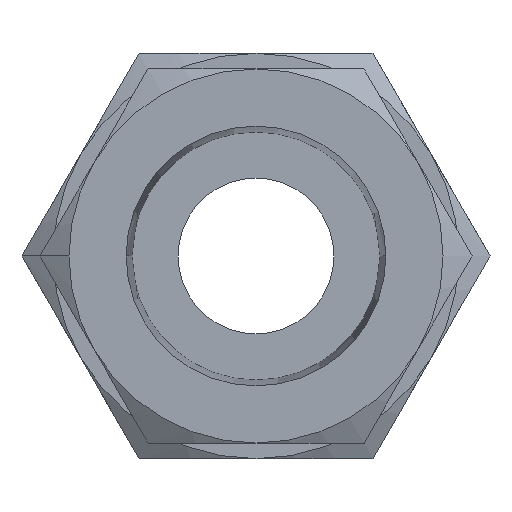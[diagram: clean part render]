
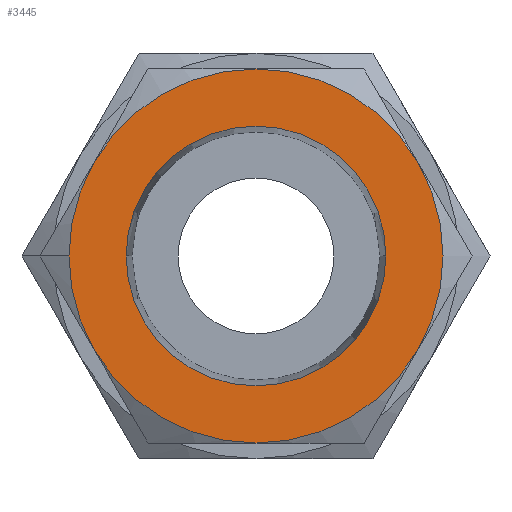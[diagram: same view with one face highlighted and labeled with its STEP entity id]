
A CAD part, front view. The second image highlights one B-rep face of the part: STEP entity #3445.
In plain terms, the highlighted planar face has unit normal (0, -1, 0).
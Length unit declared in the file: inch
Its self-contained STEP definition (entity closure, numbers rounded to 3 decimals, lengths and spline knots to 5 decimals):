
#8 = DIRECTION ( 'NONE',  ( 0., -1., 0. ) ) ;
#9 = CARTESIAN_POINT ( 'NONE',  ( 0., -0.55118, 0. ) ) ;
#51 = DIRECTION ( 'NONE',  ( 0., -1., 0. ) ) ;
#65 = DIRECTION ( 'NONE',  ( 0., -1., 0. ) ) ;
#102 = CIRCLE ( 'NONE', #1839, 0.47244 ) ;
#105 = AXIS2_PLACEMENT_3D ( 'NONE', #1802, #8, #2095 ) ;
#108 = CARTESIAN_POINT ( 'NONE',  ( 0., -0.55118, 0. ) ) ;
#111 = DIRECTION ( 'NONE',  ( -1., 0., 0. ) ) ;
#167 = CARTESIAN_POINT ( 'NONE',  ( 0., -0.55118, 0. ) ) ;
#202 = CIRCLE ( 'NONE', #1399, 0.32799 ) ;
#217 = ORIENTED_EDGE ( 'NONE', *, *, #1382, .T. ) ;
#233 = DIRECTION ( 'NONE',  ( 0., -1., 0. ) ) ;
#242 = CARTESIAN_POINT ( 'NONE',  ( 0., -0.55118, -0.47244 ) ) ;
#287 = PLANE ( 'NONE',  #105 ) ;
#304 = EDGE_CURVE ( 'NONE', #1284, #2253, #839, .T. ) ;
#334 = CARTESIAN_POINT ( 'NONE',  ( 0., -0.55118, 0. ) ) ;
#346 = EDGE_LOOP ( 'NONE', ( #1786, #3053, #618, #2216, #470, #1491, #436 ) ) ;
#351 = CARTESIAN_POINT ( 'NONE',  ( 0., -0.55118, 0. ) ) ;
#389 = FACE_BOUND ( 'NONE', #616, .T. ) ;
#391 = DIRECTION ( 'NONE',  ( 1., 0., 0. ) ) ;
#436 = ORIENTED_EDGE ( 'NONE', *, *, #638, .T. ) ;
#470 = ORIENTED_EDGE ( 'NONE', *, *, #823, .T. ) ;
#563 = VERTEX_POINT ( 'NONE', #1620 ) ;
#616 = EDGE_LOOP ( 'NONE', ( #2805, #217 ) ) ;
#618 = ORIENTED_EDGE ( 'NONE', *, *, #2213, .T. ) ;
#638 = EDGE_CURVE ( 'NONE', #563, #3137, #2315, .T. ) ;
#663 = DIRECTION ( 'NONE',  ( 0., -1., 0. ) ) ;
#675 = CIRCLE ( 'NONE', #1836, 0.47244 ) ;
#723 = CIRCLE ( 'NONE', #3184, 0.47244 ) ;
#732 = EDGE_CURVE ( 'NONE', #3020, #563, #2269, .T. ) ;
#823 = EDGE_CURVE ( 'NONE', #3499, #3020, #723, .T. ) ;
#839 = CIRCLE ( 'NONE', #3065, 0.47244 ) ;
#858 = AXIS2_PLACEMENT_3D ( 'NONE', #167, #663, #3238 ) ;
#865 = CARTESIAN_POINT ( 'NONE',  ( 0., -0.55118, 0. ) ) ;
#950 = EDGE_CURVE ( 'NONE', #3137, #1284, #675, .T. ) ;
#1135 = DIRECTION ( 'NONE',  ( -1., 0., 0. ) ) ;
#1170 = DIRECTION ( 'NONE',  ( 1., 0., 0. ) ) ;
#1284 = VERTEX_POINT ( 'NONE', #242 ) ;
#1312 = CARTESIAN_POINT ( 'NONE',  ( 0., -0.55118, 0. ) ) ;
#1382 = EDGE_CURVE ( 'NONE', #3103, #3329, #202, .T. ) ;
#1399 = AXIS2_PLACEMENT_3D ( 'NONE', #108, #2178, #391 ) ;
#1437 = EDGE_CURVE ( 'NONE', #1682, #3499, #2121, .T. ) ;
#1491 = ORIENTED_EDGE ( 'NONE', *, *, #732, .T. ) ;
#1580 = CARTESIAN_POINT ( 'NONE',  ( -0.40915, -0.55118, 0.23622 ) ) ;
#1620 = CARTESIAN_POINT ( 'NONE',  ( -0.47244, -0.55118, 0. ) ) ;
#1627 = DIRECTION ( 'NONE',  ( -1., 0., 0. ) ) ;
#1682 = VERTEX_POINT ( 'NONE', #3358 ) ;
#1716 = AXIS2_PLACEMENT_3D ( 'NONE', #865, #2884, #1170 ) ;
#1736 = DIRECTION ( 'NONE',  ( -1., 0., 0. ) ) ;
#1749 = AXIS2_PLACEMENT_3D ( 'NONE', #9, #3100, #2232 ) ;
#1751 = CARTESIAN_POINT ( 'NONE',  ( 0.32799, -0.55118, 0. ) ) ;
#1786 = ORIENTED_EDGE ( 'NONE', *, *, #950, .T. ) ;
#1802 = CARTESIAN_POINT ( 'NONE',  ( 0.23622, -0.55118, 0. ) ) ;
#1836 = AXIS2_PLACEMENT_3D ( 'NONE', #351, #51, #1135 ) ;
#1839 = AXIS2_PLACEMENT_3D ( 'NONE', #1855, #65, #2145 ) ;
#1855 = CARTESIAN_POINT ( 'NONE',  ( 0., -0.55118, 0. ) ) ;
#1990 = CARTESIAN_POINT ( 'NONE',  ( 0., -0.55118, 0. ) ) ;
#1992 = FACE_OUTER_BOUND ( 'NONE', #346, .T. ) ;
#2061 = EDGE_CURVE ( 'NONE', #3329, #3103, #2751, .T. ) ;
#2095 = DIRECTION ( 'NONE',  ( 0., 0., -1. ) ) ;
#2121 = CIRCLE ( 'NONE', #2539, 0.47244 ) ;
#2145 = DIRECTION ( 'NONE',  ( -1., 0., 0. ) ) ;
#2178 = DIRECTION ( 'NONE',  ( 0., 1., 0. ) ) ;
#2185 = CARTESIAN_POINT ( 'NONE',  ( 0.40915, -0.55118, -0.23622 ) ) ;
#2213 = EDGE_CURVE ( 'NONE', #2253, #1682, #102, .T. ) ;
#2216 = ORIENTED_EDGE ( 'NONE', *, *, #1437, .T. ) ;
#2232 = DIRECTION ( 'NONE',  ( -1., 0., 0. ) ) ;
#2253 = VERTEX_POINT ( 'NONE', #2185 ) ;
#2269 = CIRCLE ( 'NONE', #858, 0.47244 ) ;
#2315 = CIRCLE ( 'NONE', #1749, 0.47244 ) ;
#2388 = CARTESIAN_POINT ( 'NONE',  ( 0., -0.55118, 0.47244 ) ) ;
#2539 = AXIS2_PLACEMENT_3D ( 'NONE', #1312, #3263, #1627 ) ;
#2751 = CIRCLE ( 'NONE', #1716, 0.32799 ) ;
#2805 = ORIENTED_EDGE ( 'NONE', *, *, #2061, .T. ) ;
#2884 = DIRECTION ( 'NONE',  ( 0., 1., 0. ) ) ;
#3020 = VERTEX_POINT ( 'NONE', #1580 ) ;
#3053 = ORIENTED_EDGE ( 'NONE', *, *, #304, .T. ) ;
#3065 = AXIS2_PLACEMENT_3D ( 'NONE', #334, #233, #111 ) ;
#3100 = DIRECTION ( 'NONE',  ( 0., -1., 0. ) ) ;
#3103 = VERTEX_POINT ( 'NONE', #3279 ) ;
#3119 = DIRECTION ( 'NONE',  ( 0., -1., 0. ) ) ;
#3137 = VERTEX_POINT ( 'NONE', #3548 ) ;
#3184 = AXIS2_PLACEMENT_3D ( 'NONE', #1990, #3119, #1736 ) ;
#3238 = DIRECTION ( 'NONE',  ( -1., 0., 0. ) ) ;
#3263 = DIRECTION ( 'NONE',  ( 0., -1., 0. ) ) ;
#3279 = CARTESIAN_POINT ( 'NONE',  ( -0.32799, -0.55118, 0. ) ) ;
#3329 = VERTEX_POINT ( 'NONE', #1751 ) ;
#3358 = CARTESIAN_POINT ( 'NONE',  ( 0.40915, -0.55118, 0.23622 ) ) ;
#3445 = ADVANCED_FACE ( 'NONE', ( #389, #1992 ), #287, .T. ) ;
#3499 = VERTEX_POINT ( 'NONE', #2388 ) ;
#3548 = CARTESIAN_POINT ( 'NONE',  ( -0.40915, -0.55118, -0.23622 ) ) ;
